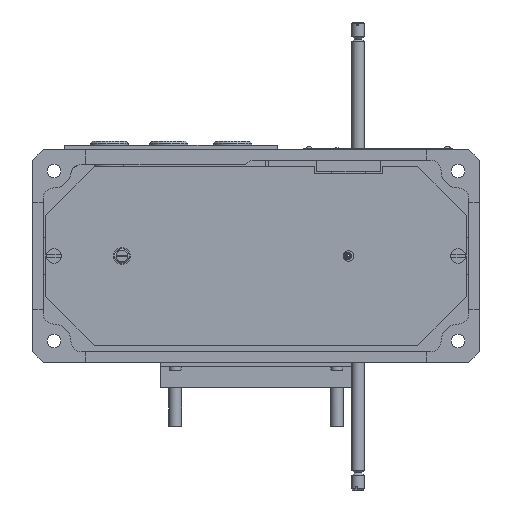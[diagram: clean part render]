
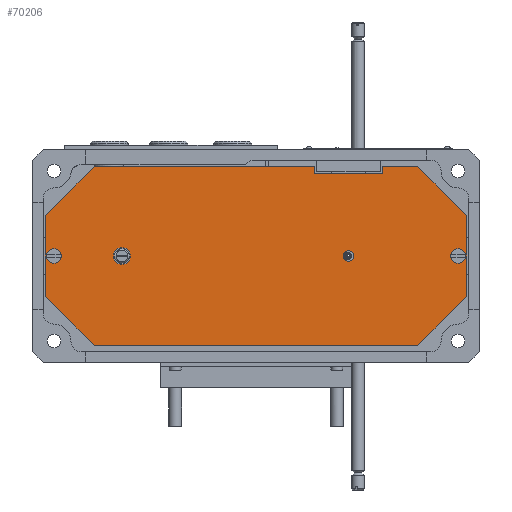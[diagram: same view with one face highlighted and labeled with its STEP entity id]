
A CAD part, front view. The second image highlights one B-rep face of the part: STEP entity #70206.
In plain terms, the highlighted planar face has unit normal (0, -1, 0).
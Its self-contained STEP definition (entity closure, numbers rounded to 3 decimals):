
#1547 = EDGE_CURVE ( 'NONE', #36357, #44652, #64229, .T. ) ;
#1613 = DIRECTION ( 'NONE',  ( 1., 0., 0. ) ) ;
#1681 = EDGE_CURVE ( 'NONE', #60497, #60497, #54590, .T. ) ;
#2002 = DIRECTION ( 'NONE',  ( 0., 0., -1. ) ) ;
#2575 = CARTESIAN_POINT ( 'NONE',  ( 132.5, 3., 42. ) ) ;
#3581 = VECTOR ( 'NONE', #25424, 1000. ) ;
#3665 = DIRECTION ( 'NONE',  ( -0.707, 0., -0.707 ) ) ;
#4330 = ORIENTED_EDGE ( 'NONE', *, *, #71033, .T. ) ;
#4440 = CARTESIAN_POINT ( 'NONE',  ( 29., 3., -42. ) ) ;
#4485 = DIRECTION ( 'NONE',  ( 0., 0., 1. ) ) ;
#4614 = CIRCLE ( 'NONE', #40407, 2.5 ) ;
#4710 = CARTESIAN_POINT ( 'NONE',  ( 10., 3., 2.15 ) ) ;
#5466 = DIRECTION ( 'NONE',  ( -1., 0., 0. ) ) ;
#5755 = CARTESIAN_POINT ( 'NONE',  ( 164.5, 3., 42. ) ) ;
#5769 = CARTESIAN_POINT ( 'NONE',  ( 148.5, 3., 2.5 ) ) ;
#5821 = AXIS2_PLACEMENT_3D ( 'NONE', #67565, #56289, #40279 ) ;
#5862 = DIRECTION ( 'NONE',  ( 0., 0., 1. ) ) ;
#6886 = CARTESIAN_POINT ( 'NONE',  ( 6., 3., 19. ) ) ;
#8647 = ORIENTED_EDGE ( 'NONE', *, *, #70539, .F. ) ;
#8724 = AXIS2_PLACEMENT_3D ( 'NONE', #55273, #28442, #44352 ) ;
#8830 = ORIENTED_EDGE ( 'NONE', *, *, #44593, .F. ) ;
#8860 = VECTOR ( 'NONE', #1613, 1000. ) ;
#8889 = VERTEX_POINT ( 'NONE', #62036 ) ;
#8922 = VERTEX_POINT ( 'NONE', #17104 ) ;
#9064 = DIRECTION ( 'NONE',  ( 0., 0., -1. ) ) ;
#10730 = ORIENTED_EDGE ( 'NONE', *, *, #35682, .F. ) ;
#11497 = LINE ( 'NONE', #71685, #36122 ) ;
#11608 = ORIENTED_EDGE ( 'NONE', *, *, #1681, .T. ) ;
#12656 = FACE_OUTER_BOUND ( 'NONE', #39623, .T. ) ;
#13044 = VERTEX_POINT ( 'NONE', #16565 ) ;
#15167 = VECTOR ( 'NONE', #43183, 1000. ) ;
#15623 = LINE ( 'NONE', #37643, #44483 ) ;
#16282 = VERTEX_POINT ( 'NONE', #5769 ) ;
#16565 = CARTESIAN_POINT ( 'NONE',  ( 29., 3., 42. ) ) ;
#17104 = CARTESIAN_POINT ( 'NONE',  ( 132.5, 3., 42. ) ) ;
#18395 = ORIENTED_EDGE ( 'NONE', *, *, #42749, .F. ) ;
#19142 = ORIENTED_EDGE ( 'NONE', *, *, #64787, .F. ) ;
#20563 = VECTOR ( 'NONE', #29228, 1000. ) ;
#20624 = VECTOR ( 'NONE', #54256, 1000. ) ;
#22500 = EDGE_CURVE ( 'NONE', #37980, #8922, #52187, .T. ) ;
#22846 = AXIS2_PLACEMENT_3D ( 'NONE', #41186, #56509, #40821 ) ;
#23387 = LINE ( 'NONE', #51242, #8860 ) ;
#25424 = DIRECTION ( 'NONE',  ( -1., 0., 0. ) ) ;
#26552 = LINE ( 'NONE', #27608, #15167 ) ;
#26558 = CARTESIAN_POINT ( 'NONE',  ( 164.5, 3., 38.6 ) ) ;
#27608 = CARTESIAN_POINT ( 'NONE',  ( 29., 3., 42. ) ) ;
#28106 = DIRECTION ( 'NONE',  ( -0.707, 0., 0.707 ) ) ;
#28442 = DIRECTION ( 'NONE',  ( 0., 1., 0. ) ) ;
#28724 = VECTOR ( 'NONE', #28106, 1000. ) ;
#29067 = EDGE_LOOP ( 'NONE', ( #11608 ) ) ;
#29228 = DIRECTION ( 'NONE',  ( 0., 0., 1. ) ) ;
#29826 = VECTOR ( 'NONE', #2002, 1000. ) ;
#30090 = LINE ( 'NONE', #35839, #68301 ) ;
#30711 = CIRCLE ( 'NONE', #8724, 2.15 ) ;
#31299 = VERTEX_POINT ( 'NONE', #42130 ) ;
#32305 = ORIENTED_EDGE ( 'NONE', *, *, #22500, .T. ) ;
#33089 = EDGE_CURVE ( 'NONE', #51637, #51637, #30711, .T. ) ;
#33336 = CARTESIAN_POINT ( 'NONE',  ( 10., 3., 0. ) ) ;
#34008 = LINE ( 'NONE', #39439, #42275 ) ;
#34696 = FACE_BOUND ( 'NONE', #59777, .T. ) ;
#35682 = EDGE_CURVE ( 'NONE', #37301, #42579, #69508, .T. ) ;
#35830 = EDGE_CURVE ( 'NONE', #44652, #53078, #55660, .T. ) ;
#35839 = CARTESIAN_POINT ( 'NONE',  ( 181., 3., -42. ) ) ;
#36122 = VECTOR ( 'NONE', #39696, 1000. ) ;
#36357 = VERTEX_POINT ( 'NONE', #43509 ) ;
#36889 = EDGE_CURVE ( 'NONE', #31299, #31299, #69457, .T. ) ;
#36892 = DIRECTION ( 'NONE',  ( 0., 0., 1. ) ) ;
#37301 = VERTEX_POINT ( 'NONE', #37609 ) ;
#37609 = CARTESIAN_POINT ( 'NONE',  ( 181., 3., 42. ) ) ;
#37643 = CARTESIAN_POINT ( 'NONE',  ( 204., 3., -19. ) ) ;
#37980 = VERTEX_POINT ( 'NONE', #60164 ) ;
#38450 = DIRECTION ( 'NONE',  ( 0., 1., 0. ) ) ;
#39439 = CARTESIAN_POINT ( 'NONE',  ( 164.5, 3., 38.6 ) ) ;
#39623 = EDGE_LOOP ( 'NONE', ( #4330, #49593, #32305, #56663, #18395, #8647, #46472, #42064, #69423, #8830, #10730, #19142 ) ) ;
#39693 = LINE ( 'NONE', #61871, #20563 ) ;
#39696 = DIRECTION ( 'NONE',  ( 0.707, 0., 0.707 ) ) ;
#40143 = PLANE ( 'NONE',  #22846 ) ;
#40279 = DIRECTION ( 'NONE',  ( 0., 0., 1. ) ) ;
#40407 = AXIS2_PLACEMENT_3D ( 'NONE', #49008, #38450, #4485 ) ;
#40821 = DIRECTION ( 'NONE',  ( 0., 0., -1. ) ) ;
#41186 = CARTESIAN_POINT ( 'NONE',  ( 105., 3., -118. ) ) ;
#42064 = ORIENTED_EDGE ( 'NONE', *, *, #1547, .F. ) ;
#42130 = CARTESIAN_POINT ( 'NONE',  ( 42., 3., 4. ) ) ;
#42275 = VECTOR ( 'NONE', #5466, 1000. ) ;
#42579 = VERTEX_POINT ( 'NONE', #59753 ) ;
#42749 = EDGE_CURVE ( 'NONE', #61846, #13044, #11497, .T. ) ;
#43183 = DIRECTION ( 'NONE',  ( 1., 0., 0. ) ) ;
#43509 = CARTESIAN_POINT ( 'NONE',  ( 181., 3., -42. ) ) ;
#44194 = VERTEX_POINT ( 'NONE', #26558 ) ;
#44352 = DIRECTION ( 'NONE',  ( 0., 0., 1. ) ) ;
#44483 = VECTOR ( 'NONE', #9064, 1000. ) ;
#44593 = EDGE_CURVE ( 'NONE', #42579, #8889, #15623, .T. ) ;
#44652 = VERTEX_POINT ( 'NONE', #49641 ) ;
#45451 = EDGE_CURVE ( 'NONE', #44194, #37980, #34008, .T. ) ;
#46472 = ORIENTED_EDGE ( 'NONE', *, *, #35830, .F. ) ;
#48452 = EDGE_LOOP ( 'NONE', ( #62844 ) ) ;
#49008 = CARTESIAN_POINT ( 'NONE',  ( 148.5, 3., 0. ) ) ;
#49271 = CARTESIAN_POINT ( 'NONE',  ( 6., 3., -19. ) ) ;
#49593 = ORIENTED_EDGE ( 'NONE', *, *, #45451, .T. ) ;
#49641 = CARTESIAN_POINT ( 'NONE',  ( 29., 3., -42. ) ) ;
#50312 = EDGE_CURVE ( 'NONE', #8889, #36357, #30090, .T. ) ;
#51242 = CARTESIAN_POINT ( 'NONE',  ( 29., 3., 42. ) ) ;
#51637 = VERTEX_POINT ( 'NONE', #69420 ) ;
#52187 = LINE ( 'NONE', #2575, #65446 ) ;
#52986 = EDGE_CURVE ( 'NONE', #13044, #8922, #23387, .T. ) ;
#53037 = VERTEX_POINT ( 'NONE', #67238 ) ;
#53078 = VERTEX_POINT ( 'NONE', #49271 ) ;
#54256 = DIRECTION ( 'NONE',  ( 0.707, 0., -0.707 ) ) ;
#54590 = CIRCLE ( 'NONE', #59185, 2.15 ) ;
#55273 = CARTESIAN_POINT ( 'NONE',  ( 200., 3., 0. ) ) ;
#55482 = DIRECTION ( 'NONE',  ( 0., 1., 0. ) ) ;
#55660 = LINE ( 'NONE', #61475, #28724 ) ;
#56289 = DIRECTION ( 'NONE',  ( 0., 1., 0. ) ) ;
#56509 = DIRECTION ( 'NONE',  ( 0., -1., 0. ) ) ;
#56663 = ORIENTED_EDGE ( 'NONE', *, *, #52986, .F. ) ;
#56868 = FACE_BOUND ( 'NONE', #57923, .T. ) ;
#57923 = EDGE_LOOP ( 'NONE', ( #62335 ) ) ;
#59185 = AXIS2_PLACEMENT_3D ( 'NONE', #33336, #55482, #5862 ) ;
#59753 = CARTESIAN_POINT ( 'NONE',  ( 204., 3., 19. ) ) ;
#59777 = EDGE_LOOP ( 'NONE', ( #63258 ) ) ;
#60164 = CARTESIAN_POINT ( 'NONE',  ( 132.5, 3., 38.6 ) ) ;
#60497 = VERTEX_POINT ( 'NONE', #4710 ) ;
#61475 = CARTESIAN_POINT ( 'NONE',  ( 6., 3., -19. ) ) ;
#61846 = VERTEX_POINT ( 'NONE', #6886 ) ;
#61871 = CARTESIAN_POINT ( 'NONE',  ( 6., 3., -19. ) ) ;
#61959 = FACE_BOUND ( 'NONE', #48452, .T. ) ;
#62036 = CARTESIAN_POINT ( 'NONE',  ( 204., 3., -19. ) ) ;
#62335 = ORIENTED_EDGE ( 'NONE', *, *, #33089, .T. ) ;
#62844 = ORIENTED_EDGE ( 'NONE', *, *, #63467, .T. ) ;
#63017 = FACE_BOUND ( 'NONE', #29067, .T. ) ;
#63258 = ORIENTED_EDGE ( 'NONE', *, *, #36889, .T. ) ;
#63467 = EDGE_CURVE ( 'NONE', #16282, #16282, #4614, .T. ) ;
#64229 = LINE ( 'NONE', #4440, #3581 ) ;
#64787 = EDGE_CURVE ( 'NONE', #53037, #37301, #26552, .T. ) ;
#65446 = VECTOR ( 'NONE', #36892, 1000. ) ;
#66628 = LINE ( 'NONE', #5755, #29826 ) ;
#67238 = CARTESIAN_POINT ( 'NONE',  ( 164.5, 3., 42. ) ) ;
#67565 = CARTESIAN_POINT ( 'NONE',  ( 42., 3., 0. ) ) ;
#68301 = VECTOR ( 'NONE', #3665, 1000. ) ;
#69420 = CARTESIAN_POINT ( 'NONE',  ( 200., 3., 2.15 ) ) ;
#69423 = ORIENTED_EDGE ( 'NONE', *, *, #50312, .F. ) ;
#69457 = CIRCLE ( 'NONE', #5821, 4. ) ;
#69508 = LINE ( 'NONE', #70572, #20624 ) ;
#70206 = ADVANCED_FACE ( 'NONE', ( #61959, #12656, #34696, #63017, #56868 ), #40143, .T. ) ;
#70539 = EDGE_CURVE ( 'NONE', #53078, #61846, #39693, .T. ) ;
#70572 = CARTESIAN_POINT ( 'NONE',  ( 181., 3., 42. ) ) ;
#71033 = EDGE_CURVE ( 'NONE', #53037, #44194, #66628, .T. ) ;
#71685 = CARTESIAN_POINT ( 'NONE',  ( 6., 3., 19. ) ) ;
